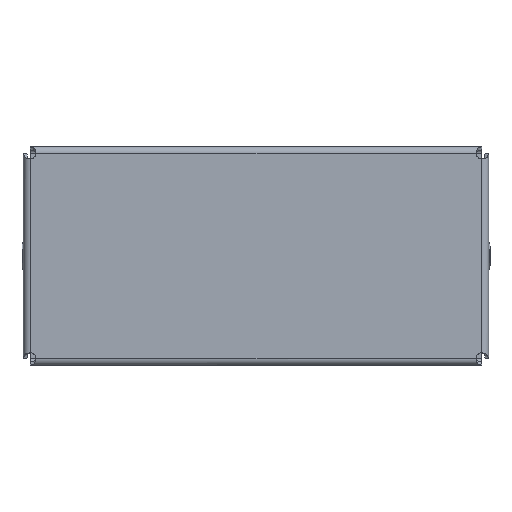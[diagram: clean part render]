
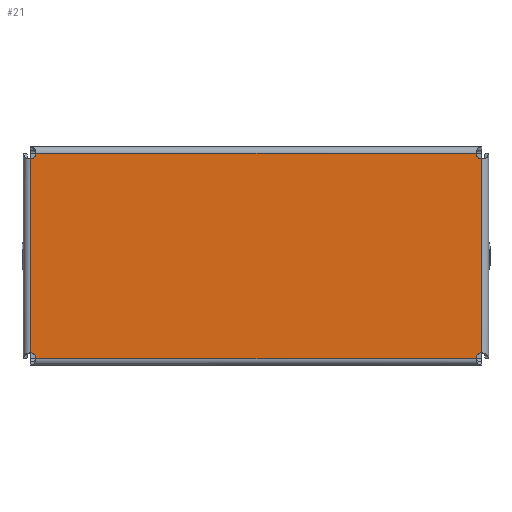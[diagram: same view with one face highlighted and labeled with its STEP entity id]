
A CAD part, top view. The second image highlights one B-rep face of the part: STEP entity #21.
In plain terms, the highlighted planar face has unit normal (0, 0, 1).
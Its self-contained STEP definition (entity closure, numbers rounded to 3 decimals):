
#9 = DIRECTION ( 'NONE',  ( -1., 0., 0. ) ) ;
#21 = ADVANCED_FACE ( 'NONE', ( #434 ), #2799, .F. ) ;
#22 = CARTESIAN_POINT ( 'NONE',  ( 99., 42.5, 0. ) ) ;
#70 = ORIENTED_EDGE ( 'NONE', *, *, #2466, .F. ) ;
#96 = DIRECTION ( 'NONE',  ( 1., 0., 0. ) ) ;
#154 = LINE ( 'NONE', #1349, #1902 ) ;
#217 = AXIS2_PLACEMENT_3D ( 'NONE', #1027, #2209, #9 ) ;
#233 = CARTESIAN_POINT ( 'NONE',  ( -99., -45., 0. ) ) ;
#361 = VECTOR ( 'NONE', #1092, 1000. ) ;
#398 = ORIENTED_EDGE ( 'NONE', *, *, #2254, .F. ) ;
#434 = FACE_OUTER_BOUND ( 'NONE', #1597, .T. ) ;
#454 = CARTESIAN_POINT ( 'NONE',  ( -99., 42.5, 0. ) ) ;
#481 = DIRECTION ( 'NONE',  ( -1., 0., 0. ) ) ;
#498 = VERTEX_POINT ( 'NONE', #454 ) ;
#559 = AXIS2_PLACEMENT_3D ( 'NONE', #2270, #801, #1988 ) ;
#640 = DIRECTION ( 'NONE',  ( 0., -1., 0. ) ) ;
#735 = VERTEX_POINT ( 'NONE', #3237 ) ;
#773 = CARTESIAN_POINT ( 'NONE',  ( -99., 45., 0. ) ) ;
#801 = DIRECTION ( 'NONE',  ( 0., 0., 1. ) ) ;
#826 = DIRECTION ( 'NONE',  ( -1., 0., 0. ) ) ;
#839 = CIRCLE ( 'NONE', #3065, 2.5 ) ;
#917 = EDGE_CURVE ( 'NONE', #3243, #2101, #839, .T. ) ;
#980 = CARTESIAN_POINT ( 'NONE',  ( -96.5, -45., 0. ) ) ;
#1027 = CARTESIAN_POINT ( 'NONE',  ( 0., 0., 0. ) ) ;
#1051 = LINE ( 'NONE', #2488, #1298 ) ;
#1080 = DIRECTION ( 'NONE',  ( 0., 0., 1. ) ) ;
#1092 = DIRECTION ( 'NONE',  ( -1., 0., 0. ) ) ;
#1204 = CARTESIAN_POINT ( 'NONE',  ( 96.5, -45., 0. ) ) ;
#1205 = EDGE_CURVE ( 'NONE', #498, #2101, #3575, .T. ) ;
#1298 = VECTOR ( 'NONE', #96, 1000. ) ;
#1349 = CARTESIAN_POINT ( 'NONE',  ( 99., -45., 0. ) ) ;
#1428 = DIRECTION ( 'NONE',  ( 1., 0., 0. ) ) ;
#1440 = CIRCLE ( 'NONE', #2852, 2.5 ) ;
#1531 = ORIENTED_EDGE ( 'NONE', *, *, #3126, .T. ) ;
#1559 = CIRCLE ( 'NONE', #559, 2.5 ) ;
#1597 = EDGE_LOOP ( 'NONE', ( #3443, #2811, #1531, #398, #2905, #70, #3530, #2306 ) ) ;
#1600 = CARTESIAN_POINT ( 'NONE',  ( -99., -42.5, 0. ) ) ;
#1621 = EDGE_CURVE ( 'NONE', #3215, #3393, #3819, .T. ) ;
#1902 = VECTOR ( 'NONE', #3692, 1000. ) ;
#1941 = VERTEX_POINT ( 'NONE', #22 ) ;
#1988 = DIRECTION ( 'NONE',  ( 1., 0., 0. ) ) ;
#2008 = EDGE_CURVE ( 'NONE', #3243, #2364, #1051, .T. ) ;
#2038 = DIRECTION ( 'NONE',  ( 0., 0., 1. ) ) ;
#2101 = VERTEX_POINT ( 'NONE', #1600 ) ;
#2209 = DIRECTION ( 'NONE',  ( 0., 0., -1. ) ) ;
#2254 = EDGE_CURVE ( 'NONE', #3215, #1941, #1559, .T. ) ;
#2270 = CARTESIAN_POINT ( 'NONE',  ( 99., 45., 0. ) ) ;
#2306 = ORIENTED_EDGE ( 'NONE', *, *, #917, .F. ) ;
#2364 = VERTEX_POINT ( 'NONE', #1204 ) ;
#2466 = EDGE_CURVE ( 'NONE', #498, #3393, #3077, .T. ) ;
#2488 = CARTESIAN_POINT ( 'NONE',  ( -102., -45., 0. ) ) ;
#2632 = CARTESIAN_POINT ( 'NONE',  ( 99., -45., 0. ) ) ;
#2799 = PLANE ( 'NONE',  #217 ) ;
#2811 = ORIENTED_EDGE ( 'NONE', *, *, #3791, .F. ) ;
#2852 = AXIS2_PLACEMENT_3D ( 'NONE', #2632, #3190, #826 ) ;
#2885 = CARTESIAN_POINT ( 'NONE',  ( 96.5, 45., 0. ) ) ;
#2905 = ORIENTED_EDGE ( 'NONE', *, *, #1621, .T. ) ;
#3065 = AXIS2_PLACEMENT_3D ( 'NONE', #233, #2038, #1428 ) ;
#3077 = CIRCLE ( 'NONE', #3763, 2.5 ) ;
#3126 = EDGE_CURVE ( 'NONE', #735, #1941, #154, .T. ) ;
#3161 = CARTESIAN_POINT ( 'NONE',  ( -96.5, 45., 0. ) ) ;
#3190 = DIRECTION ( 'NONE',  ( 0., 0., 1. ) ) ;
#3215 = VERTEX_POINT ( 'NONE', #2885 ) ;
#3237 = CARTESIAN_POINT ( 'NONE',  ( 99., -42.5, 0. ) ) ;
#3243 = VERTEX_POINT ( 'NONE', #980 ) ;
#3292 = CARTESIAN_POINT ( 'NONE',  ( -99., 45., 0. ) ) ;
#3393 = VERTEX_POINT ( 'NONE', #3161 ) ;
#3443 = ORIENTED_EDGE ( 'NONE', *, *, #2008, .T. ) ;
#3530 = ORIENTED_EDGE ( 'NONE', *, *, #1205, .T. ) ;
#3575 = LINE ( 'NONE', #3292, #3757 ) ;
#3692 = DIRECTION ( 'NONE',  ( 0., 1., 0. ) ) ;
#3740 = CARTESIAN_POINT ( 'NONE',  ( 102., 45., 0. ) ) ;
#3757 = VECTOR ( 'NONE', #640, 1000. ) ;
#3763 = AXIS2_PLACEMENT_3D ( 'NONE', #773, #1080, #481 ) ;
#3791 = EDGE_CURVE ( 'NONE', #735, #2364, #1440, .T. ) ;
#3819 = LINE ( 'NONE', #3740, #361 ) ;
